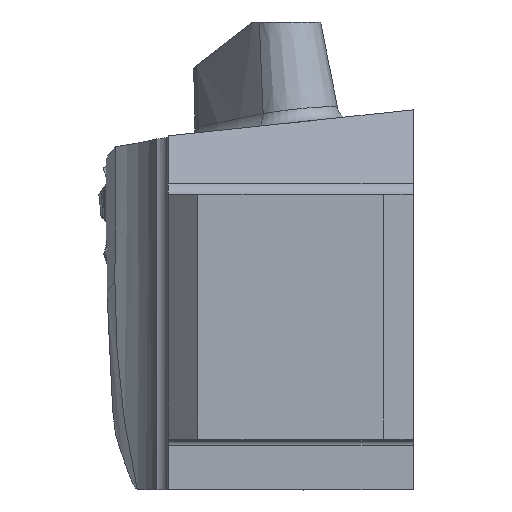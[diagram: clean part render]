
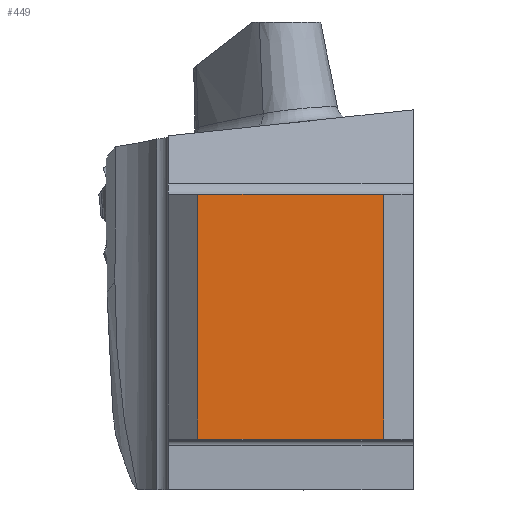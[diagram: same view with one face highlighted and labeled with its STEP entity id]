
A CAD part, top view. The second image highlights one B-rep face of the part: STEP entity #449.
In plain terms, the highlighted planar face has unit normal (0, 0, 1).
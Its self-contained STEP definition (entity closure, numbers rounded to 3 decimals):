
#449=ADVANCED_FACE('CU_BACK_SU1',(#720),#632,.F.);
#632=PLANE('',#3641);
#720=FACE_OUTER_BOUND('',#906,.T.);
#906=EDGE_LOOP('',(#1174,#1175,#1176,#1177));
#1174=ORIENTED_EDGE('',*,*,#2545,.F.);
#1175=ORIENTED_EDGE('',*,*,#2546,.T.);
#1176=ORIENTED_EDGE('',*,*,#2547,.T.);
#1177=ORIENTED_EDGE('',*,*,#2548,.T.);
#2201=VERTEX_POINT('',#4859);
#2202=VERTEX_POINT('',#4860);
#2203=VERTEX_POINT('',#4862);
#2204=VERTEX_POINT('',#4864);
#2545=EDGE_CURVE('',#2201,#2202,#3046,.T.);
#2546=EDGE_CURVE('',#2201,#2203,#3047,.T.);
#2547=EDGE_CURVE('',#2203,#2204,#3048,.T.);
#2548=EDGE_CURVE('',#2204,#2202,#3049,.T.);
#3046=LINE('',#4858,#3300);
#3047=LINE('',#4861,#3301);
#3048=LINE('',#4863,#3302);
#3049=LINE('',#4865,#3303);
#3300=VECTOR('',#3978,1.);
#3301=VECTOR('',#3979,1.);
#3302=VECTOR('',#3980,1.);
#3303=VECTOR('',#3981,1.);
#3641=AXIS2_PLACEMENT_3D('',#4866,#3982,#3983);
#3978=DIRECTION('',(0.,1.,0.));
#3979=DIRECTION('',(1.,0.,0.));
#3980=DIRECTION('',(0.,1.,0.));
#3981=DIRECTION('',(-1.,0.,0.));
#3982=DIRECTION('',(0.,0.,-1.));
#3983=DIRECTION('',(0.113,-0.994,0.));
#4858=CARTESIAN_POINT('',(-21.925,0.,0.));
#4859=CARTESIAN_POINT('',(-21.925,0.,0.));
#4860=CARTESIAN_POINT('',(-21.925,24.925,0.));
#4861=CARTESIAN_POINT('',(23.246,0.,0.));
#4862=CARTESIAN_POINT('',(-3.,0.,0.));
#4863=CARTESIAN_POINT('',(-3.,0.,0.));
#4864=CARTESIAN_POINT('',(-3.,24.925,0.));
#4865=CARTESIAN_POINT('',(23.246,24.925,0.));
#4866=CARTESIAN_POINT('',(23.246,44.925,0.));
